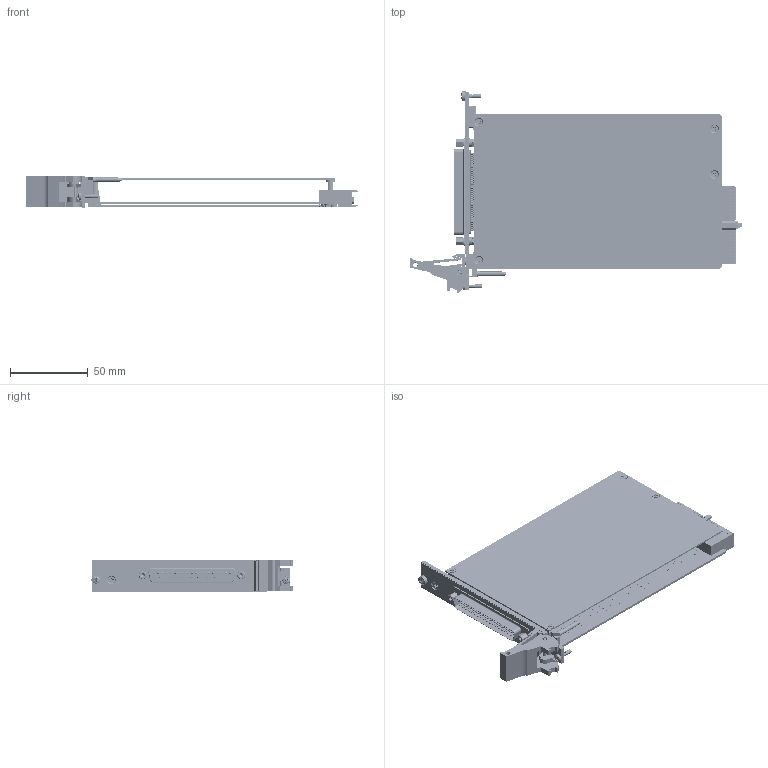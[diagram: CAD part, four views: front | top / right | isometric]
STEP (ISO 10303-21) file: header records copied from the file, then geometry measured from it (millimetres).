
FILE_DESCRIPTION (( 'STEP AP214' ), '1' );
FILE_NAME ('40-320A-101 BASIC ASSEMBLY (S20).STEP', '2020-03-12T15:59:02', ( '' ), ( '' ), 'SwSTEP 2.0', 'SolidWorks 2019', '' );
FILE_SCHEMA (( 'AUTOMOTIVE_DESIGN' ));
Length unit declared in the file: millimetre
Products named in the file (39): L-FX-165 PXI Handle Label; C-CN-551 37 Way Solder Bucket D Type Connector; C-CN-073 Screwlock 8mm Screw Lenght_3.8mm Space; C-FX-026 Screw, M2.5 x 12, CSK HD, Pozi, Steel, BZP; C-CN-073-SCREW 4-40 UNC Screwlock_5mm Hexagonal spacer; C-PC-493 Top Insulating Sheild 40-330; C-CN-073-NUT M2-5 Screwlock nut_C-FX-028 M2,5 Nut; P-FX-017 M2,5 Collar Posi-Slot Screw; A-PC-310-# PXI SPST HV CARD; C-PC-310 PXI SPST HV CARD; A-PC-310 PXI SPST HV CARD; A-FP-178-L1-AA 37-Way D-Type FP + Modified Handle Assembly; C-FP-178 PXI 3U 1-slot 37 Way D; C-CN-073-SPRING WASHER; C-BK-026 Bush Front Panel Mounting; L-FP-178-# Label for C-FP-178; C-CN-551-Solder Bucket Pin; C-CN-073 WASHER plain; C-PC-311 24 x SPST HV Card; C-CN-551-Shell; C-FX-165 Handle Body; C-BP-015 PXI 3U x 1 Slot Blank Panel; A-FP-178 Front Panel C-FP-178; C-FX-165 Handle Pin; C-FX-085 M3 Washer; C-CN-355 Compact pci connector 3; C-FX-489 Custom 6.95mm XM.25 Pillar; Z-FX-2001 FP Fixing - Bush + Screw; L-FP-178 Label for C-FP-178 label assy; C-FX-101 Screw, M2.5 x 6, Pan Hd, Pozi, Steel, BZP_ISO 7045 - M2.5 x 6 - Z --- 6N; C-FX-165 Handle Finger; C-FX-466 Custom 14mm x 6mm DIA XM.25 Pillar; C-FX-042 Screw M2.5x6 CSK Pozi_M 2.5x06 - C-FX-042; C-FX-034 Washer, M3, Plain, Nylon; C-FX-165 CPCI Ejector Handle; C-FX-395 10mm Pillar; C-FX-025 Pcb Mounting Bracket; 40-320A-101 BASIC ASSEMBLY (S20)
Assembly tree (90 placements, depth 5):
  40-320A-101 BASIC ASSEMBLY (S20)
    A-PC-310 PXI SPST HV CARD
      A-PC-310-# PXI SPST HV CARD
        C-PC-310 PXI SPST HV CARD
        C-CN-355 Compact pci connector 3
    A-FP-178-L1-AA 37-Way D-Type FP + Modified Handle Assembly
      A-FP-178 Front Panel C-FP-178
        C-FP-178 PXI 3U 1-slot 37 Way D
          C-BP-015 PXI 3U x 1 Slot Blank Panel
        L-FP-178 Label for C-FP-178 label assy
          L-FP-178-# Label for C-FP-178
      C-FX-165 CPCI Ejector Handle
        C-FX-165 Handle Body
        C-FX-165 Handle Finger
        C-FX-165 Handle Pin
        P-FX-017 M2,5 Collar Posi-Slot Screw
        L-FX-165 PXI Handle Label
      Z-FX-2001 FP Fixing - Bush + Screw
        C-BK-026 Bush Front Panel Mounting
        P-FX-017 M2,5 Collar Posi-Slot Screw
      C-FX-025 Pcb Mounting Bracket
      C-FX-042 Screw M2.5x6 CSK Pozi_M 2.5x06 - C-FX-042
      C-FX-101 Screw, M2.5 x 6, Pan Hd, Pozi, Steel, BZP_ISO 7045 - M2.5 x 6 - Z --- 6N
    C-CN-551 37 Way Solder Bucket D Type Connector
      C-CN-551-Shell
      C-CN-551-Solder Bucket Pin  x37
    C-CN-073 Screwlock 8mm Screw Lenght_3.8mm Space
      C-CN-073-SCREW 4-40 UNC Screwlock_5mm Hexagonal spacer
      C-CN-073-NUT M2-5 Screwlock nut_C-FX-028 M2,5 Nut
      C-CN-073-SPRING WASHER
      C-CN-073 WASHER plain
    C-CN-073 Screwlock 8mm Screw Lenght_3.8mm Space
      C-CN-073-SCREW 4-40 UNC Screwlock_5mm Hexagonal spacer
      C-CN-073-NUT M2-5 Screwlock nut_C-FX-028 M2,5 Nut
      C-CN-073-SPRING WASHER
      C-CN-073 WASHER plain
    C-PC-311 24 x SPST HV Card
    C-PC-493 Top Insulating Sheild 40-330
    C-FX-395 10mm Pillar
    C-FX-466 Custom 14mm x 6mm DIA XM.25 Pillar  x2
    C-FX-489 Custom 6.95mm XM.25 Pillar
    C-FX-034 Washer, M3, Plain, Nylon  x4
    C-FX-085 M3 Washer
    C-FX-026 Screw, M2.5 x 12, CSK HD, Pozi, Steel, BZP
    C-FX-042 Screw M2.5x6 CSK Pozi_M 2.5x06 - C-FX-042  x7
Bounding box: 214.01 x 129.67 x 20 mm (x, y, z)
Volume: 78357.5 mm3; surface area: 129427.5 mm2
Topology: 74 solids, 108 shells, 6377 faces, 16147 edges, 10252 vertices
Faces by surface type: plane 2678, cylinder 2660, torus 510, cone 371, bspline 147, sphere 11
Entity records: 194007 total; most frequent: CARTESIAN_POINT 35505, DIRECTION 26090, ORIENTED_EDGE 25006, EDGE_CURVE 12507, AXIS2_PLACEMENT_3D 9254, VERTEX_POINT 8107, LINE 7582, VECTOR 7582
